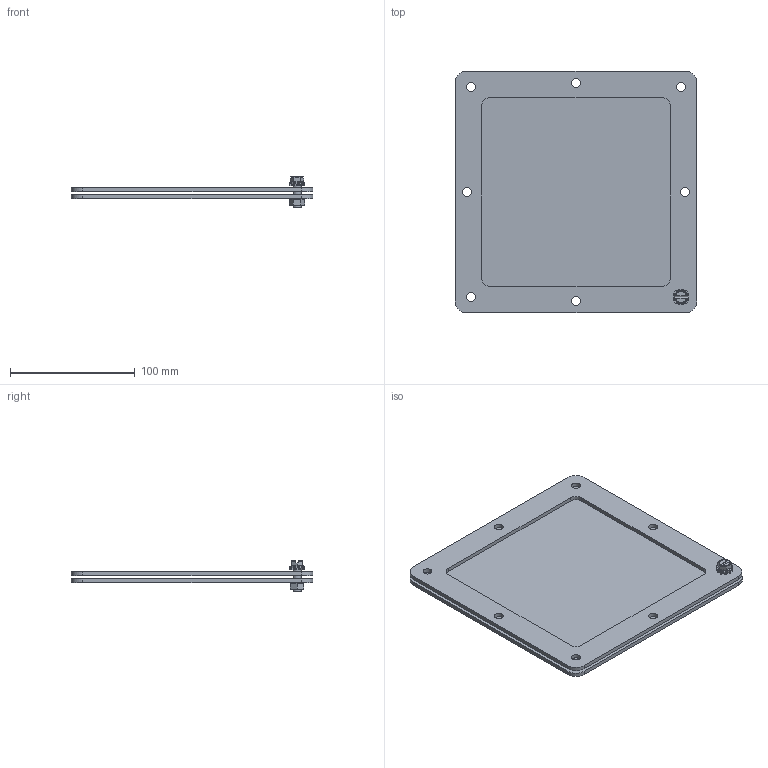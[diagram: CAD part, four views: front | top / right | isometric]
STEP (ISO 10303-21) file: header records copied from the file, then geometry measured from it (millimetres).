
FILE_DESCRIPTION (( 'STEP AP203' ), '1' );
FILE_NAME ('1487DHSS.step', '2020-11-17T21:14:00', ( 'ADC123' ), ( 'Microsoft' ), 'SwSTEP 2.0', 'SolidWorks 2019', '' );
FILE_SCHEMA (( 'CONFIG_CONTROL_DESIGN' ));
Length unit declared in the file: inch
Products named in the file (1): 1487DHSS
Bounding box: 193.68 x 193.68 x 24.65 mm (x, y, z)
Volume: 165005.1 mm3; surface area: 112320.4 mm2
Topology: 5 solids, 5 shells, 131 faces, 349 edges, 230 vertices
Faces by surface type: plane 73, cylinder 50, bspline 8
Full cylindrical faces by diameter (mm): 4.976 x1, 6.35 x1, 6.553 x1, 7.137 x16, 12.7 x1
Entity records: 4280 total; most frequent: CARTESIAN_POINT 957, ORIENTED_EDGE 658, DIRECTION 635, EDGE_CURVE 329, VERTEX_POINT 230, AXIS2_PLACEMENT_3D 212, VECTOR 211, LINE 211
